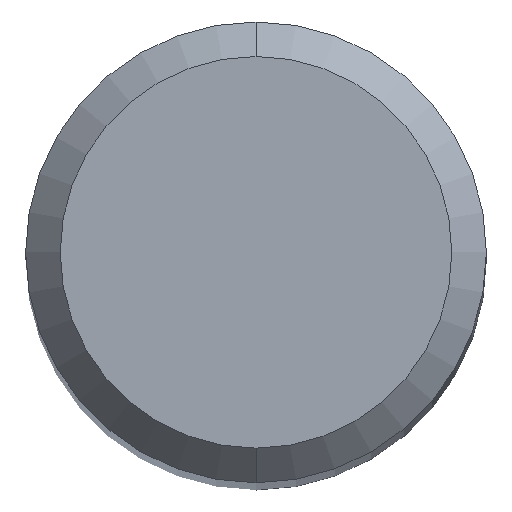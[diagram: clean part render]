
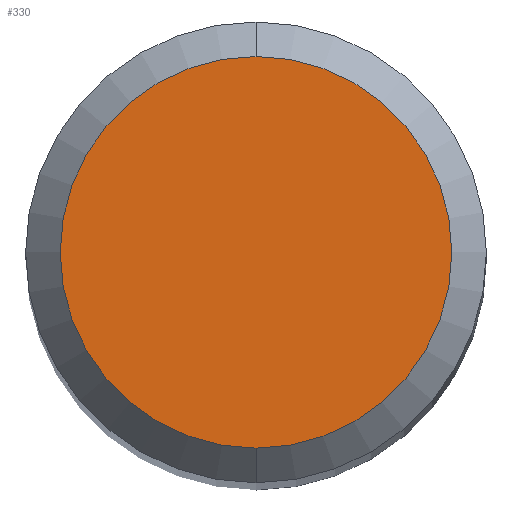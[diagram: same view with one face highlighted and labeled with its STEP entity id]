
A CAD part, top view. The second image highlights one B-rep face of the part: STEP entity #330.
In plain terms, the highlighted planar face has unit normal (0, 0, 1).
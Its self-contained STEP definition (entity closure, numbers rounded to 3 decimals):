
#230=VERTEX_POINT('',#525);
#232=VERTEX_POINT('',#527);
#236=EDGE_CURVE('',#232,#230,#531,.T.);
#242=EDGE_CURVE('',#230,#232,#538,.T.);
#330=ADVANCED_FACE('',(#635),#636,.T.);
#525=CARTESIAN_POINT('',(0.,-1.7,0.0));
#527=CARTESIAN_POINT('',(0.0,1.7,0.0));
#531=CIRCLE('',#896,1.7);
#538=CIRCLE('',#910,1.7);
#635=FACE_OUTER_BOUND('',#1145,.T.);
#636=PLANE('',#1146);
#896=AXIS2_PLACEMENT_3D('',#1434,#1435,#1436);
#910=AXIS2_PLACEMENT_3D('',#1445,#1446,#1447);
#1145=EDGE_LOOP('',(#1568,#1569));
#1146=AXIS2_PLACEMENT_3D('',#1570,#1571,#1572);
#1434=CARTESIAN_POINT('',(0.0,0.0,0.0));
#1435=DIRECTION('',(0.0,0.0,-1.0));
#1436=DIRECTION('',(0.0,1.0,0.0));
#1445=CARTESIAN_POINT('',(0.0,0.0,0.0));
#1446=DIRECTION('',(0.0,0.0,-1.0));
#1447=DIRECTION('',(0.0,1.0,0.0));
#1568=ORIENTED_EDGE('',*,*,#236,.F.);
#1569=ORIENTED_EDGE('',*,*,#242,.F.);
#1570=CARTESIAN_POINT('',(0.0,0.85,0.0));
#1571=DIRECTION('',(-0.0,0.0,1.0));
#1572=DIRECTION('',(0.0,-1.0,0.0));
